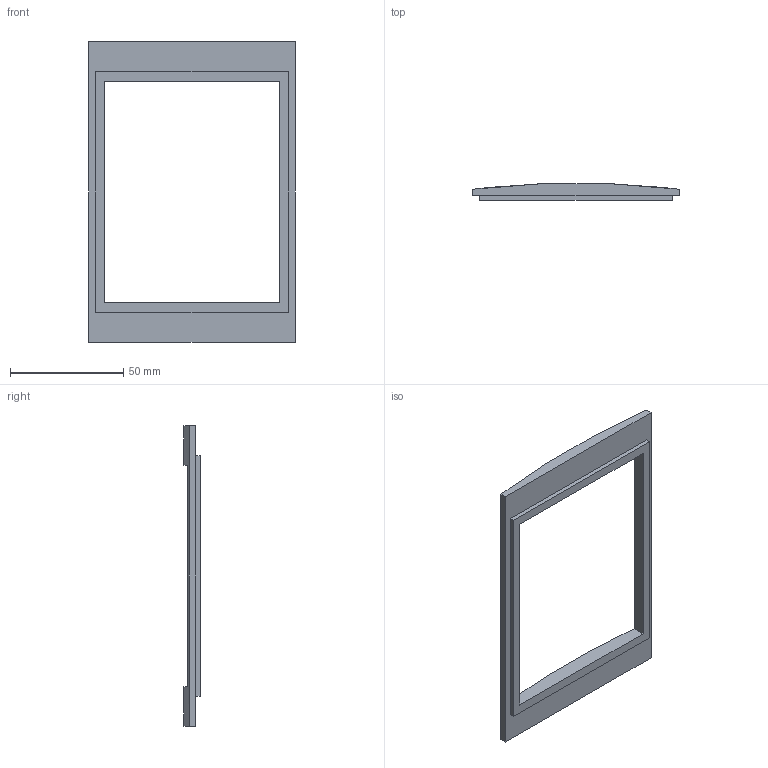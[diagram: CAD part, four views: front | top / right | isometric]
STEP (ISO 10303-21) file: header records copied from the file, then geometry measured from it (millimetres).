
FILE_DESCRIPTION(('CATIA V5 STEP Exchange'),'2;1');
FILE_NAME('1SDH001295R0134_1PA_001_00_XT1_4P_PLUG-IN_MOSTRINA_MOD.stp','2014-11-11T15:22:24+00:00',('none'),('none'),'CATIA Version 5 Release 20 SP 1 (IN-10)','CATIA V5 STEP AP214','none');
FILE_SCHEMA(('AUTOMOTIVE_DESIGN { 1 0 10303 214 1 1 1 1 }'));
Length unit declared in the file: millimetre
Products named in the file (1): 1SDH001295R0134_1PA_001_00_XT1_4P_PLUG-IN_MOSTRINA_MOD
Bounding box: 91 x 7.28 x 132.6 mm (x, y, z)
Volume: 21903 mm3; surface area: 13581.8 mm2
Topology: 1 solids, 1 shells, 15 faces, 36 edges, 24 vertices
Faces by surface type: plane 14, cylinder 1
Entity records: 462 total; most frequent: CARTESIAN_POINT 77, ORIENTED_EDGE 72, DIRECTION 68, EDGE_CURVE 36, VECTOR 32, LINE 32, VERTEX_POINT 24, AXIS2_PLACEMENT_3D 21
